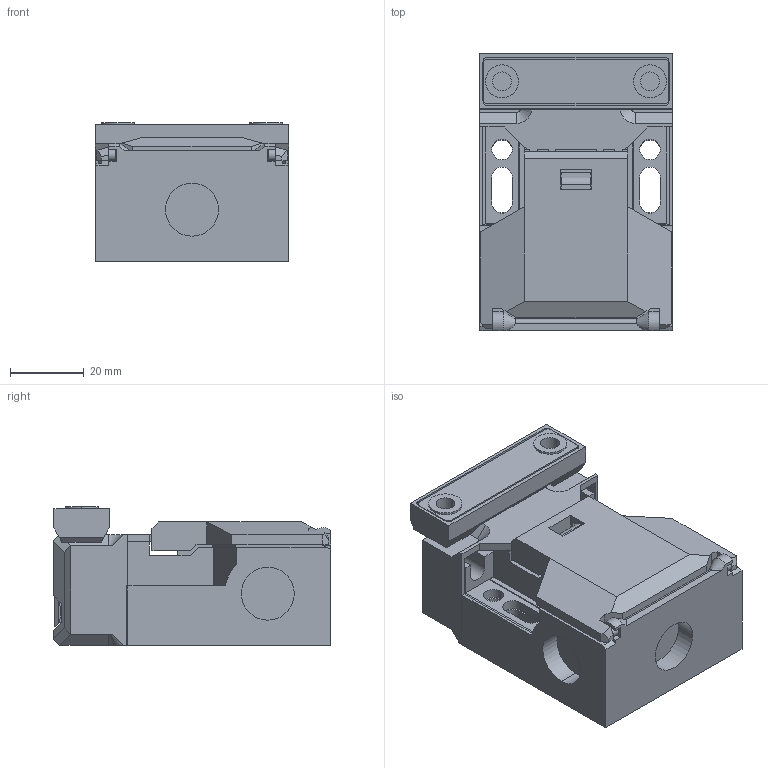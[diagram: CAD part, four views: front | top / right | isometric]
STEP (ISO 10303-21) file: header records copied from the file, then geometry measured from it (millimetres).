
FILE_DESCRIPTION((''),'2;1');
FILE_NAME('192590_ASM','2016-01-27T',('pdmadmin'),(''),'PRO/ENGINEER BY PARAMETRIC TECHNOLOGY CORPORATION, 2013230','PRO/ENGINEER BY PARAMETRIC TECHNOLOGY CORPORATION, 2013230','');
FILE_SCHEMA(('CONFIG_CONTROL_DESIGN'));
Length unit declared in the file: millimetre
Products named in the file (10): SI-QS75_INTERLOCK_PART_1; SI-QS75_INTERLOCK_PART_2; SI-QS75_INTERLOCK_PART_3; SI-QS75_INTERLOCK_PART_4; SI-QS75_INTERLOCK_ASM; 48551---SI-QS-SSA_PART_2; 48551---SI-QS-SSA_PART_1; 48551---SI-QS-SSA_ASM; 62806---SI-QS75MCHF_ASM; 192590_ASM
Assembly tree (9 placements, depth 4):
  192590_ASM
    62806---SI-QS75MCHF_ASM
      SI-QS75_INTERLOCK_ASM
        SI-QS75_INTERLOCK_PART_1
        SI-QS75_INTERLOCK_PART_2
        SI-QS75_INTERLOCK_PART_3
        SI-QS75_INTERLOCK_PART_4
      48551---SI-QS-SSA_ASM
        48551---SI-QS-SSA_PART_2
        48551---SI-QS-SSA_PART_1
Bounding box: 52.23 x 75 x 37.57 mm (x, y, z)
Volume: 88804.8 mm3; surface area: 40236.7 mm2
Topology: 6 solids, 6 shells, 585 faces, 1650 edges, 1078 vertices
Faces by surface type: plane 463, cylinder 100, cone 14, sphere 8
Entity records: 19069 total; most frequent: CARTESIAN_POINT 3452, ORIENTED_EDGE 3292, DIRECTION 3082, EDGE_CURVE 1646, VECTOR 1386, LINE 1386, VERTEX_POINT 1078, AXIS2_PLACEMENT_3D 848
